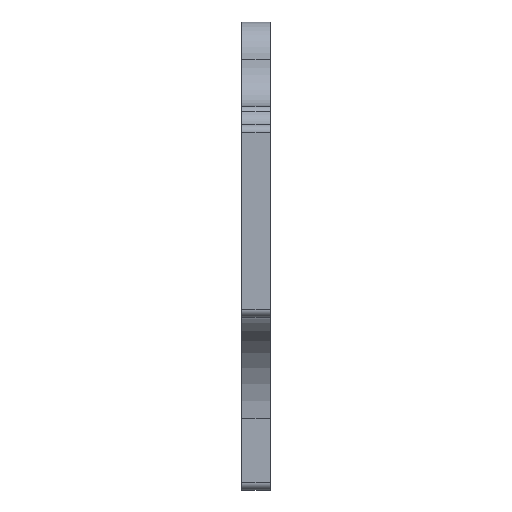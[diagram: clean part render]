
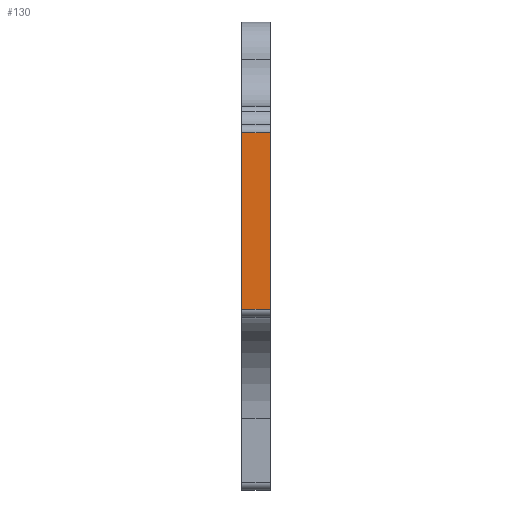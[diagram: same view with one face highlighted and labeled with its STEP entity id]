
A CAD part, left-side view. The second image highlights one B-rep face of the part: STEP entity #130.
In plain terms, the highlighted planar face has unit normal (-1, 0, 0).
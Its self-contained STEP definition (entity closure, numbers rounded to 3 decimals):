
#130=ADVANCED_FACE('',(#174),#162,.F.);
#162=PLANE('',#639);
#174=FACE_OUTER_BOUND('',#196,.T.);
#196=EDGE_LOOP('',(#252,#253,#254,#255));
#252=ORIENTED_EDGE('',*,*,#476,.T.);
#253=ORIENTED_EDGE('',*,*,#477,.T.);
#254=ORIENTED_EDGE('',*,*,#478,.F.);
#255=ORIENTED_EDGE('',*,*,#479,.T.);
#416=VERTEX_POINT('',#899);
#417=VERTEX_POINT('',#900);
#418=VERTEX_POINT('',#902);
#419=VERTEX_POINT('',#904);
#476=EDGE_CURVE('',#416,#417,#558,.T.);
#477=EDGE_CURVE('',#417,#418,#559,.T.);
#478=EDGE_CURVE('',#419,#418,#560,.T.);
#479=EDGE_CURVE('',#419,#416,#561,.T.);
#558=LINE('',#898,#598);
#559=LINE('',#901,#599);
#560=LINE('',#903,#600);
#561=LINE('',#905,#601);
#598=VECTOR('',#713,1.);
#599=VECTOR('',#714,1.);
#600=VECTOR('',#715,1.);
#601=VECTOR('',#716,1.);
#639=AXIS2_PLACEMENT_3D('',#906,#717,#718);
#713=DIRECTION('',(0.,0.,1.));
#714=DIRECTION('',(0.,1.,0.));
#715=DIRECTION('',(0.,0.,1.));
#716=DIRECTION('',(0.,-1.,0.));
#717=DIRECTION('',(1.,0.,0.));
#718=DIRECTION('',(0.,0.,-1.));
#898=CARTESIAN_POINT('',(100.194,-53.813,105.447));
#899=CARTESIAN_POINT('',(100.194,-53.813,106.247));
#900=CARTESIAN_POINT('',(100.194,-53.813,124.647));
#901=CARTESIAN_POINT('',(100.194,-50.813,124.647));
#902=CARTESIAN_POINT('',(100.194,-50.813,124.647));
#903=CARTESIAN_POINT('',(100.194,-50.813,105.447));
#904=CARTESIAN_POINT('',(100.194,-50.813,106.247));
#905=CARTESIAN_POINT('',(100.194,-50.813,106.247));
#906=CARTESIAN_POINT('',(100.194,-50.813,105.447));
